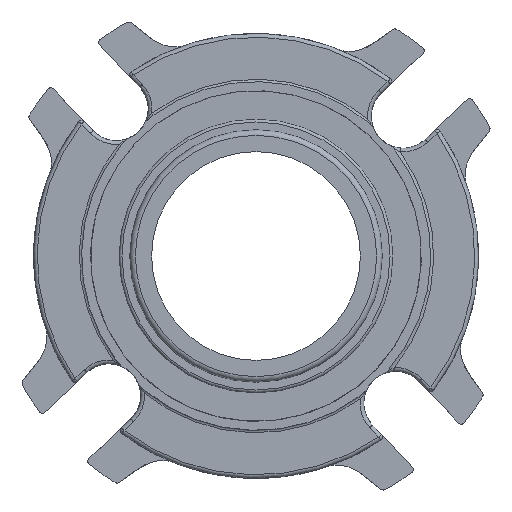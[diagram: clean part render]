
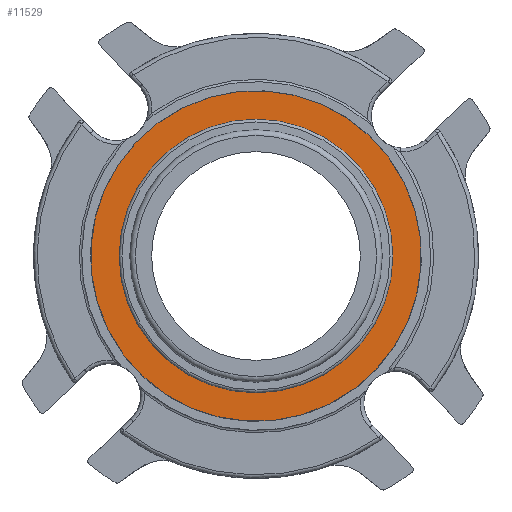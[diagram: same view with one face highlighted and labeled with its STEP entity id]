
A CAD part, left-side view. The second image highlights one B-rep face of the part: STEP entity #11529.
In plain terms, the highlighted planar face has unit normal (-1, 0, 0).
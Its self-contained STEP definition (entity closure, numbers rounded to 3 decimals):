
#1468=PLANE('',#12492);
#3817=ORIENTED_EDGE('',*,*,#5004,.F.);
#3818=ORIENTED_EDGE('',*,*,#5005,.T.);
#5004=EDGE_CURVE('',#5748,#5748,#6225,.F.);
#5005=EDGE_CURVE('',#5749,#5749,#6226,.T.);
#5748=VERTEX_POINT('',#18781);
#5749=VERTEX_POINT('',#18784);
#6225=CIRCLE('',#12491,37.465);
#6226=CIRCLE('',#12493,45.237);
#6790=EDGE_LOOP('',(#3817));
#6791=EDGE_LOOP('',(#3818));
#7363=FACE_BOUND('',#6790,.T.);
#7364=FACE_BOUND('',#6791,.T.);
#11529=ADVANCED_FACE('',(#7363,#7364),#1468,.F.);
#12491=AXIS2_PLACEMENT_3D('',#18780,#14858,#14859);
#12492=AXIS2_PLACEMENT_3D('',#18782,#14860,#14861);
#12493=AXIS2_PLACEMENT_3D('',#18783,#14862,#14863);
#14858=DIRECTION('',(1.,0.,0.));
#14859=DIRECTION('',(0.,0.,-1.));
#14860=DIRECTION('',(1.,0.,0.));
#14861=DIRECTION('',(0.,-0.832,-0.554));
#14862=DIRECTION('',(-1.,0.,0.));
#14863=DIRECTION('',(0.,0.832,0.554));
#18780=CARTESIAN_POINT('',(-0.925,0.,0.));
#18781=CARTESIAN_POINT('',(-0.925,0.,-37.465));
#18782=CARTESIAN_POINT('',(-0.925,37.658,25.066));
#18783=CARTESIAN_POINT('',(-0.925,0.,0.));
#18784=CARTESIAN_POINT('',(-0.925,37.658,25.066));
